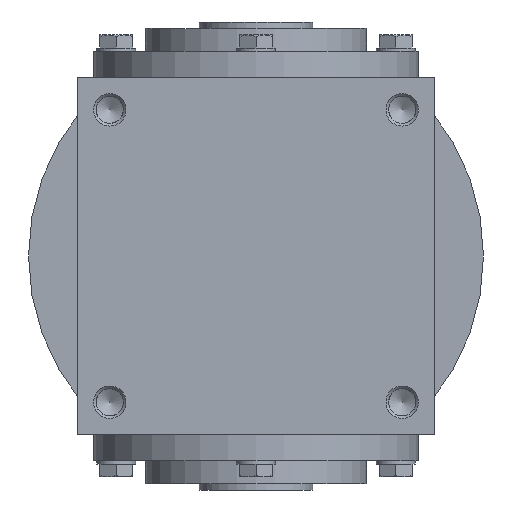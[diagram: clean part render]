
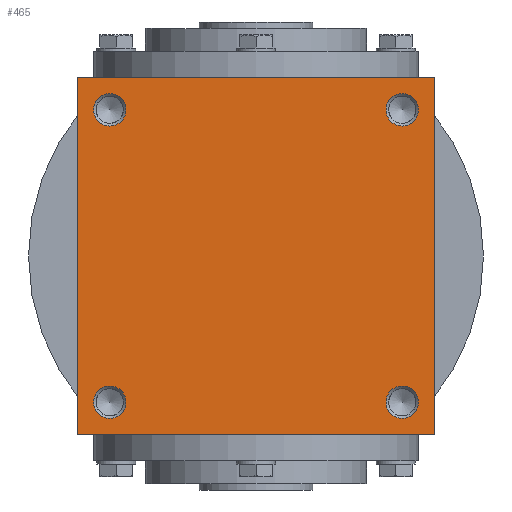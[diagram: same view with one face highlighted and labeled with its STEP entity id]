
A CAD part, left-side view. The second image highlights one B-rep face of the part: STEP entity #465.
In plain terms, the highlighted face is planar.
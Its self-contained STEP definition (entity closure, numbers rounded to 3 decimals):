
#465 = ADVANCED_FACE( '', ( #1033, #1034, #1035, #1036, #1037 ), #1038, .F. );
#1033 = FACE_BOUND( '', #1835, .T. );
#1034 = FACE_BOUND( '', #1836, .T. );
#1035 = FACE_BOUND( '', #1837, .T. );
#1036 = FACE_BOUND( '', #1838, .T. );
#1037 = FACE_OUTER_BOUND( '', #1839, .T. );
#1038 = PLANE( '', #1840 );
#1835 = EDGE_LOOP( '', ( #2872 ) );
#1836 = EDGE_LOOP( '', ( #2873 ) );
#1837 = EDGE_LOOP( '', ( #2874 ) );
#1838 = EDGE_LOOP( '', ( #2875 ) );
#1839 = EDGE_LOOP( '', ( #2876, #2877, #2878, #2879 ) );
#1840 = AXIS2_PLACEMENT_3D( '', #2880, #2881, #2882 );
#2872 = ORIENTED_EDGE( '', *, *, #4339, .F. );
#2873 = ORIENTED_EDGE( '', *, *, #4340, .T. );
#2874 = ORIENTED_EDGE( '', *, *, #4341, .F. );
#2875 = ORIENTED_EDGE( '', *, *, #4342, .T. );
#2876 = ORIENTED_EDGE( '', *, *, #4343, .F. );
#2877 = ORIENTED_EDGE( '', *, *, #4344, .F. );
#2878 = ORIENTED_EDGE( '', *, *, #4257, .F. );
#2879 = ORIENTED_EDGE( '', *, *, #4345, .F. );
#2880 = CARTESIAN_POINT( '', ( 0., 0., -55. ) );
#2881 = DIRECTION( '', ( 0., 0., 1. ) );
#2882 = DIRECTION( '', ( 1., 0., 0. ) );
#4257 = EDGE_CURVE( '', #5006, #5007, #5008, .T. );
#4339 = EDGE_CURVE( '', #5140, #5140, #5141, .T. );
#4340 = EDGE_CURVE( '', #5142, #5142, #5143, .T. );
#4341 = EDGE_CURVE( '', #5144, #5144, #5145, .T. );
#4342 = EDGE_CURVE( '', #5146, #5146, #5147, .T. );
#4343 = EDGE_CURVE( '', #5148, #5149, #5150, .T. );
#4344 = EDGE_CURVE( '', #5007, #5148, #5151, .T. );
#4345 = EDGE_CURVE( '', #5149, #5006, #5152, .T. );
#5006 = VERTEX_POINT( '', #6014 );
#5007 = VERTEX_POINT( '', #6015 );
#5008 = LINE( '', #6016, #6017 );
#5140 = VERTEX_POINT( '', #6158 );
#5141 = CIRCLE( '', #6159, 5. );
#5142 = VERTEX_POINT( '', #6160 );
#5143 = CIRCLE( '', #6161, 5. );
#5144 = VERTEX_POINT( '', #6162 );
#5145 = CIRCLE( '', #6163, 5. );
#5146 = VERTEX_POINT( '', #6164 );
#5147 = CIRCLE( '', #6165, 5. );
#5148 = VERTEX_POINT( '', #6166 );
#5149 = VERTEX_POINT( '', #6167 );
#5150 = LINE( '', #6168, #6169 );
#5151 = LINE( '', #6170, #6171 );
#5152 = LINE( '', #6172, #6173 );
#6014 = CARTESIAN_POINT( '', ( 55., -55., -55. ) );
#6015 = CARTESIAN_POINT( '', ( 55., 55., -55. ) );
#6016 = CARTESIAN_POINT( '', ( 55., -55., -55. ) );
#6017 = VECTOR( '', #7017, 1000. );
#6158 = CARTESIAN_POINT( '', ( -50., 45., -55. ) );
#6159 = AXIS2_PLACEMENT_3D( '', #7183, #7184, #7185 );
#6160 = CARTESIAN_POINT( '', ( 50., 45., -55. ) );
#6161 = AXIS2_PLACEMENT_3D( '', #7186, #7187, #7188 );
#6162 = CARTESIAN_POINT( '', ( -50., -45., -55. ) );
#6163 = AXIS2_PLACEMENT_3D( '', #7189, #7190, #7191 );
#6164 = CARTESIAN_POINT( '', ( 50., -45., -55. ) );
#6165 = AXIS2_PLACEMENT_3D( '', #7192, #7193, #7194 );
#6166 = CARTESIAN_POINT( '', ( -55., 55., -55. ) );
#6167 = CARTESIAN_POINT( '', ( -55., -55., -55. ) );
#6168 = CARTESIAN_POINT( '', ( -55., 55., -55. ) );
#6169 = VECTOR( '', #7195, 1000. );
#6170 = CARTESIAN_POINT( '', ( 55., 55., -55. ) );
#6171 = VECTOR( '', #7196, 1000. );
#6172 = CARTESIAN_POINT( '', ( -55., -55., -55. ) );
#6173 = VECTOR( '', #7197, 1000. );
#7017 = DIRECTION( '', ( 0., 1., 0. ) );
#7183 = CARTESIAN_POINT( '', ( -45., 45., -55. ) );
#7184 = DIRECTION( '', ( 0., 0., -1. ) );
#7185 = DIRECTION( '', ( -1., 0., 0. ) );
#7186 = CARTESIAN_POINT( '', ( 45., 45., -55. ) );
#7187 = DIRECTION( '', ( 0., 0., 1. ) );
#7188 = DIRECTION( '', ( 1., 0., 0. ) );
#7189 = CARTESIAN_POINT( '', ( -45., -45., -55. ) );
#7190 = DIRECTION( '', ( 0., 0., -1. ) );
#7191 = DIRECTION( '', ( -1., 0., 0. ) );
#7192 = CARTESIAN_POINT( '', ( 45., -45., -55. ) );
#7193 = DIRECTION( '', ( 0., 0., 1. ) );
#7194 = DIRECTION( '', ( 1., 0., 0. ) );
#7195 = DIRECTION( '', ( 0., -1., 0. ) );
#7196 = DIRECTION( '', ( -1., 0., 0. ) );
#7197 = DIRECTION( '', ( 1., 0., 0. ) );
